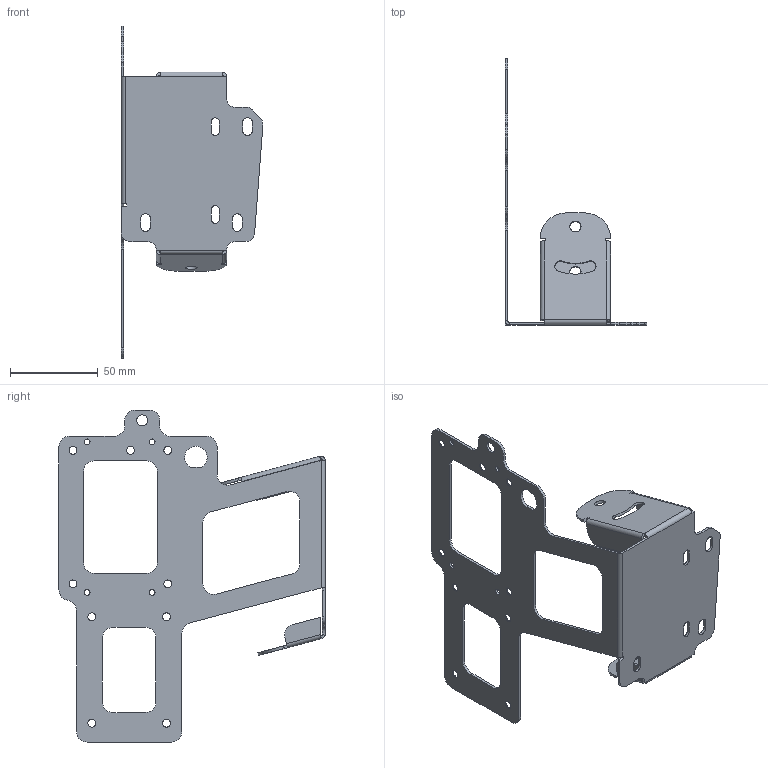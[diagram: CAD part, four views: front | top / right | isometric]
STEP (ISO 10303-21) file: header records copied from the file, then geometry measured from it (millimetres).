
FILE_DESCRIPTION(/* description */ (''),/* implementation_level */ '2;1');
FILE_NAME(/* name */ 'АДОР.745422.019-01 - Основание.stp',/* time_stamp */ '2019-08-08T15:06:17+03:00',/* author */ ('rishat'),/* organization */ (''),/* preprocessor_version */ 'ST-DEVELOPER v17',/* originating_system */ 'Autodesk Inventor 2019',/* authorisation */ '');
FILE_SCHEMA (('AUTOMOTIVE_DESIGN { 1 0 10303 214 3 1 1 }'));
Length unit declared in the file: millimetre
Products named in the file (1): АДОР.745422.019 - Основание
Bounding box: 80.67 x 151.5 x 189 mm (x, y, z)
Volume: 34937.7 mm3; surface area: 49836.9 mm2
Topology: 1 solids, 1 shells, 207 faces, 582 edges, 377 vertices
Faces by surface type: plane 109, cylinder 84, cone 9, bspline 5
Full cylindrical faces by diameter (mm): 3.4 x4, 4.5 x9, 6.4 x2
Entity records: 6932 total; most frequent: CARTESIAN_POINT 1329, ORIENTED_EDGE 1164, DIRECTION 1163, EDGE_CURVE 582, AXIS2_PLACEMENT_3D 397, VERTEX_POINT 377, LINE 369, VECTOR 369
